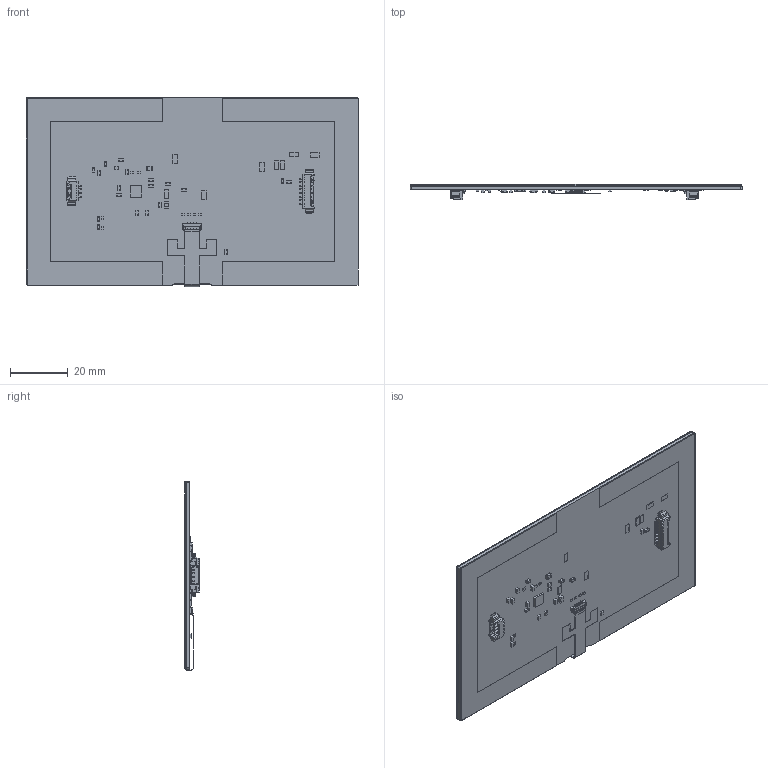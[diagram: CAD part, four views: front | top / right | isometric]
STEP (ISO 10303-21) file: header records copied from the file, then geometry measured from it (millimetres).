
FILE_DESCRIPTION (( 'STEP AP203' ), '1' );
FILE_NAME ('54-00163.STEP', '2021-01-26T05:32:35', ( 'admin' ), ( '' ), 'SwSTEP 2.0', 'SolidWorks 2014', '' );
FILE_SCHEMA (( 'CONFIG_CONTROL_DESIGN' ));
Length unit declared in the file: millimetre
Products named in the file (93): 6277672176; R9; R28; 6278153616; R4; 6277668096; D3; R17; RA FR4; C11; C3; C5; Open CASCADE STEP translator 6.8 3.16.1.1; Extruded_7; Extruded_4; R5; JU6; D4; Extruded_18; Open CASCADE STEP translator 6.8 3.1.1; Open CASCADE STEP translator 6.8 3.38.1.1; C4; Extruded_16; 532610871; 6278156576; 6278153376; Extruded_13; JU1; D6; 6277673936; Board; 532610471; Extruded_11; 6277673776; J3; Extruded_8; R29; 6277670976; JU5; D7 ...
Assembly tree (155 placements, depth 5):
  54-00163
    sensor 4
    gr ra 4
    gr 4
    sp 4
    ra sensor 4
    RA FR4
    24-00840
      Board
        Open CASCADE STEP translator 6.8 3.1.1
      JU8
        6277667056
          Extruded
      JU7
        6277667056
          Extruded
      JU6
        6277668096
          Extruded_2
      JU1
        6277668096
          Extruded_2
      JU5
        6277668096
          Extruded_2
      JU3
        6277668096
          Extruded_2
      JU2
        6277668096
          Extruded_2
      JU4
        6277668096
          Extruded_2
      R29
        6278153616  x2
          Extruded_3
        6278153376
          Extruded_4
      R28
        6278154256  x2
          Extruded_5
        6278154016
          Extruded_6
      C6
        6278156576
          Extruded_7
        6278156336  x2
          Extruded_8
      C1
        6278156576
          Extruded_7
        6278156336  x2
          Extruded_8
      R10
        6278153616  x2
          Extruded_3
        6278153376
          Extruded_4
      R9
Bounding box: 115 x 5.17 x 65.54 mm (x, y, z)
Volume: 12809.4 mm3; surface area: 96696.3 mm2
Topology: 92 solids, 92 shells, 1524 faces, 3850 edges, 2534 vertices
Faces by surface type: plane 1415, cylinder 107, cone 2
Entity records: 47683 total; most frequent: CARTESIAN_POINT 6534, ORIENTED_EDGE 6188, DIRECTION 6028, EDGE_CURVE 3094, VECTOR 2868, LINE 2868, VERTEX_POINT 2030, AXIS2_PLACEMENT_3D 1580
